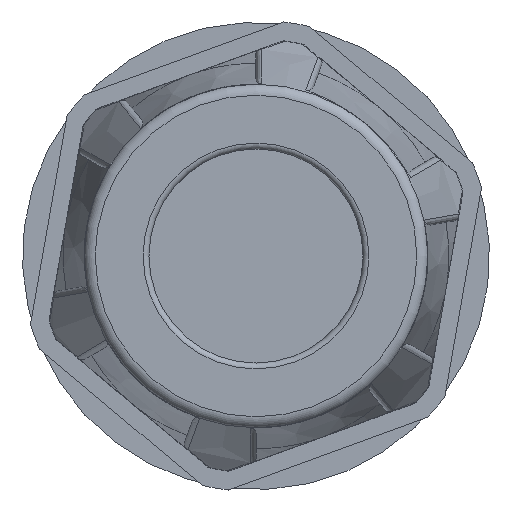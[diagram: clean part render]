
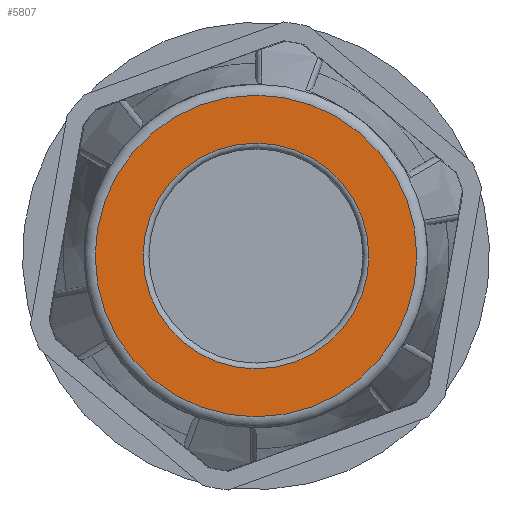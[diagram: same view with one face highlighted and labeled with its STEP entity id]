
A CAD part, left-side view. The second image highlights one B-rep face of the part: STEP entity #5807.
In plain terms, the highlighted planar face has unit normal (-1, 0, 0).
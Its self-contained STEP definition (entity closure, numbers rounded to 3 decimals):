
#942=FACE_BOUND('',#1727,.T.);
#1364=FACE_OUTER_BOUND('',#1726,.T.);
#1726=EDGE_LOOP('',(#5351));
#1727=EDGE_LOOP('',(#5352));
#2108=CIRCLE('',#6531,9.66);
#2109=CIRCLE('',#6533,13.76);
#2838=VERTEX_POINT('',#14941);
#2839=VERTEX_POINT('',#14944);
#3679=EDGE_CURVE('',#2838,#2838,#2108,.T.);
#3680=EDGE_CURVE('',#2839,#2839,#2109,.T.);
#5351=ORIENTED_EDGE('',*,*,#3680,.F.);
#5352=ORIENTED_EDGE('',*,*,#3679,.T.);
#5480=PLANE('',#6532);
#5807=ADVANCED_FACE('',(#1364,#942),#5480,.T.);
#6531=AXIS2_PLACEMENT_3D('',#14942,#8118,#8119);
#6532=AXIS2_PLACEMENT_3D('',#14943,#8120,#8121);
#6533=AXIS2_PLACEMENT_3D('',#14945,#8122,#8123);
#8118=DIRECTION('center_axis',(1.,0.,0.));
#8119=DIRECTION('ref_axis',(0.,0.,-1.));
#8120=DIRECTION('center_axis',(-1.,0.,0.));
#8121=DIRECTION('ref_axis',(0.,0.,1.));
#8122=DIRECTION('center_axis',(1.,0.,0.));
#8123=DIRECTION('ref_axis',(0.,0.,-1.));
#14941=CARTESIAN_POINT('',(-27.63,9.66,0.));
#14942=CARTESIAN_POINT('Origin',(-27.63,0.,0.));
#14943=CARTESIAN_POINT('Origin',(-27.63,13.76,0.));
#14944=CARTESIAN_POINT('',(-27.63,13.76,0.));
#14945=CARTESIAN_POINT('Origin',(-27.63,0.,0.));
